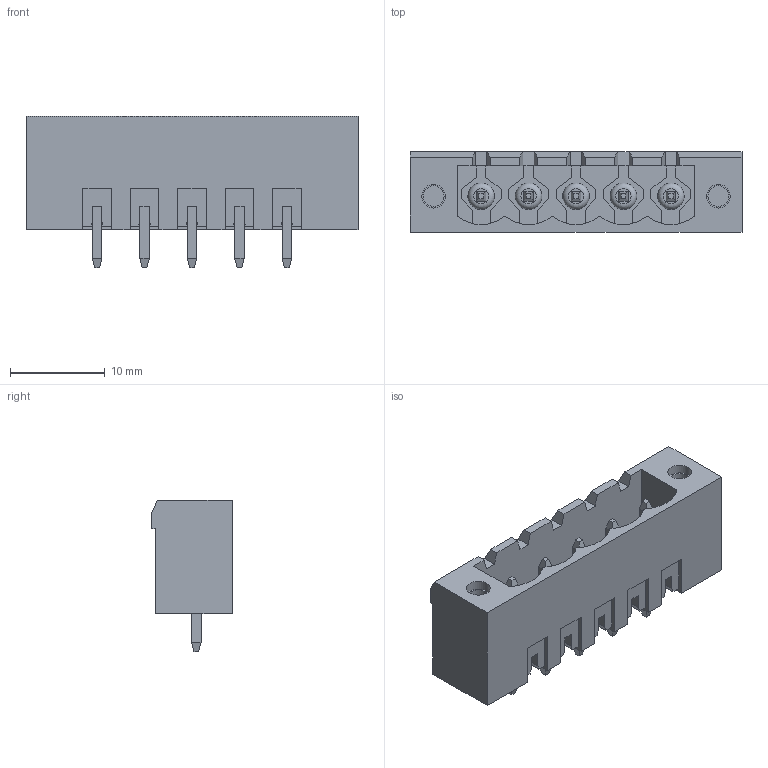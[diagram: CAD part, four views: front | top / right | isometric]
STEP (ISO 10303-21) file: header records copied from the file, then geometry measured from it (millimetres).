
FILE_DESCRIPTION( ( 'Unknown' ), '1' );
FILE_NAME( '691318700005.stp', 'Unknown', ( 'Unknown' ), ( 'Unknown' ), 'PSStep 14.0', 'Unknown', ' ' );
FILE_SCHEMA( ( 'AUTOMOTIVE_DESIGN { 1 0 10303 214 1 1 1 1 }' ) );
Length unit declared in the file: millimetre
Products named in the file (4): Assem1; 6913187000xx_PIN; 6913187000xx_INSERT; 691311700105
Assembly tree (8 placements, depth 2):
  Assem1
    6913187000xx_PIN  x5
    6913187000xx_INSERT  x2
    691311700105
Bounding box: 35 x 8.5 x 16 mm (x, y, z)
Volume: 1533.9 mm3; surface area: 3970.8 mm2
Topology: 8 solids, 8 shells, 320 faces, 835 edges, 539 vertices
Faces by surface type: plane 293, cylinder 18, torus 9
Full cylindrical faces by diameter (mm): 2.2 x2, 2.5 x2, 2.8 x5
Entity records: 10154 total; most frequent: CARTESIAN_POINT 1643, ORIENTED_EDGE 1354, DIRECTION 1238, EDGE_CURVE 677, LINE 614, VECTOR 614, VERTEX_POINT 453, AXIS2_PLACEMENT_3D 312
